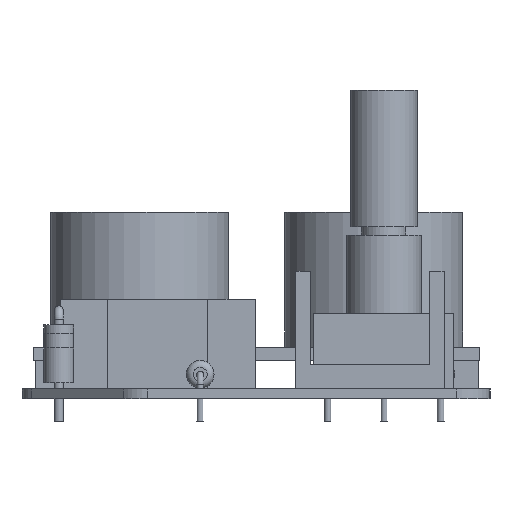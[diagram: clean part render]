
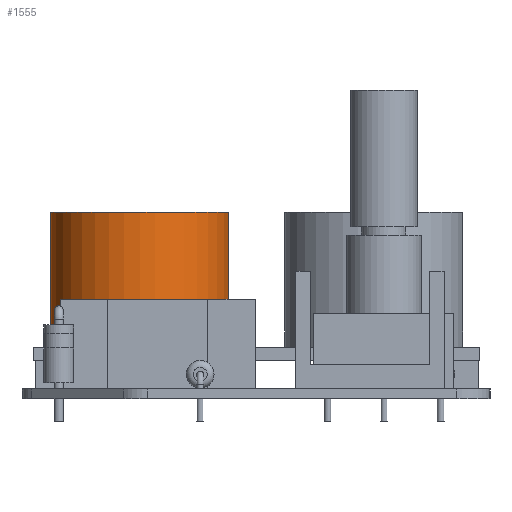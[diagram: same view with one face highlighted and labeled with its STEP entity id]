
A CAD part, left-side view. The second image highlights one B-rep face of the part: STEP entity #1555.
In plain terms, the highlighted cylindrical face has radius 8 mm (diameter 16 mm), a full revolution.
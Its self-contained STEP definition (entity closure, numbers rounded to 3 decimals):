
#1492 = EDGE_CURVE('',#1493,#1493,#1495,.T.);
#1493 = VERTEX_POINT('',#1494);
#1494 = CARTESIAN_POINT('',(1.31,7.588,3.7));
#1495 = CIRCLE('',#1496,8.);
#1496 = AXIS2_PLACEMENT_3D('',#1497,#1498,#1499);
#1497 = CARTESIAN_POINT('',(-6.69,7.588,3.7));
#1498 = DIRECTION('',(0.,0.,1.));
#1499 = DIRECTION('',(1.,0.,-0.));
#1555 = ADVANCED_FACE('',(#1556),#1574,.T.);
#1556 = FACE_BOUND('',#1557,.T.);
#1557 = EDGE_LOOP('',(#1558,#1567,#1572,#1573));
#1558 = ORIENTED_EDGE('',*,*,#1559,.F.);
#1559 = EDGE_CURVE('',#1560,#1560,#1562,.T.);
#1560 = VERTEX_POINT('',#1561);
#1561 = CARTESIAN_POINT('',(1.31,7.588,15.8));
#1562 = CIRCLE('',#1563,8.);
#1563 = AXIS2_PLACEMENT_3D('',#1564,#1565,#1566);
#1564 = CARTESIAN_POINT('',(-6.69,7.588,15.8));
#1565 = DIRECTION('',(0.,0.,1.));
#1566 = DIRECTION('',(1.,0.,-0.));
#1567 = ORIENTED_EDGE('',*,*,#1568,.T.);
#1568 = EDGE_CURVE('',#1560,#1493,#1569,.T.);
#1569 = B_SPLINE_CURVE_WITH_KNOTS('',1,(#1570,#1571),.UNSPECIFIED.,.F.,
  .F.,(2,2),(0.,12.1),.PIECEWISE_BEZIER_KNOTS.);
#1570 = CARTESIAN_POINT('',(1.31,7.588,15.8));
#1571 = CARTESIAN_POINT('',(1.31,7.588,3.7));
#1572 = ORIENTED_EDGE('',*,*,#1492,.T.);
#1573 = ORIENTED_EDGE('',*,*,#1568,.F.);
#1574 = CYLINDRICAL_SURFACE('',#1575,8.);
#1575 = AXIS2_PLACEMENT_3D('',#1576,#1577,#1578);
#1576 = CARTESIAN_POINT('',(-6.69,7.588,15.8));
#1577 = DIRECTION('',(0.,0.,-1.));
#1578 = DIRECTION('',(-1.,0.,0.));
